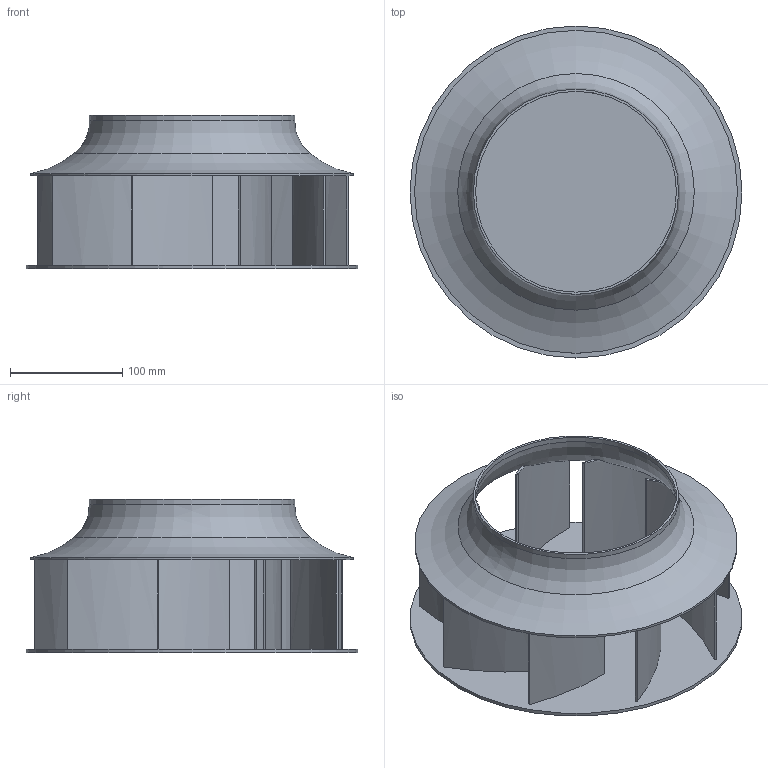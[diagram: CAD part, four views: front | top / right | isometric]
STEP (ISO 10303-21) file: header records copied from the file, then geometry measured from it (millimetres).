
FILE_DESCRIPTION(/* description */ (''),/* implementation_level */ '2;1');
FILE_NAME(/* name */ 'Rad280.stp',/* time_stamp */ '2020-08-24T14:06:15+02:00',/* author */ (''),/* organization */ (''),/* preprocessor_version */ 'ST-DEVELOPER v16.7',/* originating_system */ 'SIEMENS PLM Software NX 12.0',/* authorisation */ '');
FILE_SCHEMA (('AUTOMOTIVE_DESIGN { 1 0 10303 214 3 1 1 1 }'));
Length unit declared in the file: millimetre
Products named in the file (1): Rad280
Bounding box: 296 x 296 x 136.6 mm (x, y, z)
Volume: 452960.2 mm3; surface area: 396236.6 mm2
Topology: 1 solids, 1 shells, 66 faces, 249 edges, 213 vertices
Faces by surface type: cylinder 31, plane 30, torus 5
Full cylindrical faces by diameter (mm): 179 x1, 183 x1, 288 x1, 296 x1
Entity records: 2776 total; most frequent: CARTESIAN_POINT 579, DIRECTION 432, ORIENTED_EDGE 396, EDGE_CURVE 198, AXIS2_PLACEMENT_3D 173, VERTEX_POINT 135, CIRCLE 106, LINE 86
